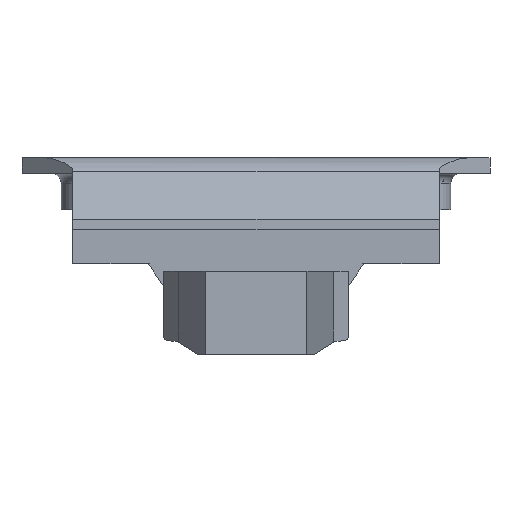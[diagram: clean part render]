
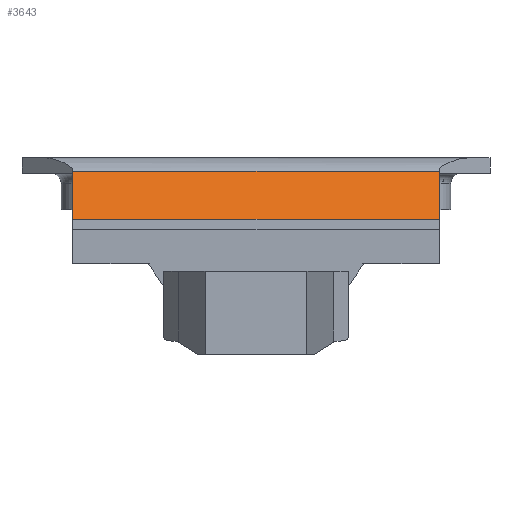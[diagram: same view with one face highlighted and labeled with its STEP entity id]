
A CAD part, front view. The second image highlights one B-rep face of the part: STEP entity #3643.
In plain terms, the highlighted planar face has unit normal (0, -0.68, 0.734).
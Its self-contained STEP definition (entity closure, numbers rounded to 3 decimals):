
#31 = LINE ( 'NONE', #2718, #4278 ) ;
#110 = FACE_OUTER_BOUND ( 'NONE', #1847, .T. ) ;
#402 = CARTESIAN_POINT ( 'NONE',  ( 9.204, -32.523, -0.332 ) ) ;
#680 = VERTEX_POINT ( 'NONE', #402 ) ;
#752 = CARTESIAN_POINT ( 'NONE',  ( -26.039, -37.474, -4.918 ) ) ;
#938 = ORIENTED_EDGE ( 'NONE', *, *, #2459, .F. ) ;
#1063 = VECTOR ( 'NONE', #1779, 1000. ) ;
#1076 = EDGE_CURVE ( 'NONE', #2853, #4002, #1459, .T. ) ;
#1078 = DIRECTION ( 'NONE',  ( 1., 0., 0. ) ) ;
#1113 = CARTESIAN_POINT ( 'NONE',  ( -26.039, -32.523, -0.332 ) ) ;
#1459 = LINE ( 'NONE', #752, #3726 ) ;
#1688 = AXIS2_PLACEMENT_3D ( 'NONE', #2142, #3442, #3115 ) ;
#1728 = CARTESIAN_POINT ( 'NONE',  ( 9.204, -37.474, -4.918 ) ) ;
#1779 = DIRECTION ( 'NONE',  ( -1., 0., 0. ) ) ;
#1847 = EDGE_LOOP ( 'NONE', ( #938, #2653, #2129, #3158 ) ) ;
#1895 = EDGE_CURVE ( 'NONE', #680, #3261, #3777, .T. ) ;
#2129 = ORIENTED_EDGE ( 'NONE', *, *, #3249, .T. ) ;
#2142 = CARTESIAN_POINT ( 'NONE',  ( -26.039, -32.165, 0. ) ) ;
#2426 = PLANE ( 'NONE',  #1688 ) ;
#2457 = LINE ( 'NONE', #3830, #4244 ) ;
#2459 = EDGE_CURVE ( 'NONE', #680, #4002, #31, .T. ) ;
#2481 = DIRECTION ( 'NONE',  ( 0., -0.734, -0.68 ) ) ;
#2653 = ORIENTED_EDGE ( 'NONE', *, *, #1895, .T. ) ;
#2718 = CARTESIAN_POINT ( 'NONE',  ( 9.204, -32.165, 0. ) ) ;
#2853 = VERTEX_POINT ( 'NONE', #3664 ) ;
#3115 = DIRECTION ( 'NONE',  ( 0., -0.734, -0.68 ) ) ;
#3158 = ORIENTED_EDGE ( 'NONE', *, *, #1076, .T. ) ;
#3249 = EDGE_CURVE ( 'NONE', #3261, #2853, #2457, .T. ) ;
#3261 = VERTEX_POINT ( 'NONE', #4213 ) ;
#3442 = DIRECTION ( 'NONE',  ( 0., -0.68, 0.734 ) ) ;
#3643 = ADVANCED_FACE ( 'NONE', ( #110 ), #2426, .T. ) ;
#3664 = CARTESIAN_POINT ( 'NONE',  ( -26.039, -37.474, -4.918 ) ) ;
#3726 = VECTOR ( 'NONE', #1078, 1000. ) ;
#3741 = DIRECTION ( 'NONE',  ( 0., -0.734, -0.68 ) ) ;
#3777 = LINE ( 'NONE', #1113, #1063 ) ;
#3830 = CARTESIAN_POINT ( 'NONE',  ( -26.039, -32.165, 0. ) ) ;
#4002 = VERTEX_POINT ( 'NONE', #1728 ) ;
#4213 = CARTESIAN_POINT ( 'NONE',  ( -26.039, -32.523, -0.332 ) ) ;
#4244 = VECTOR ( 'NONE', #2481, 1000. ) ;
#4278 = VECTOR ( 'NONE', #3741, 1000. ) ;
